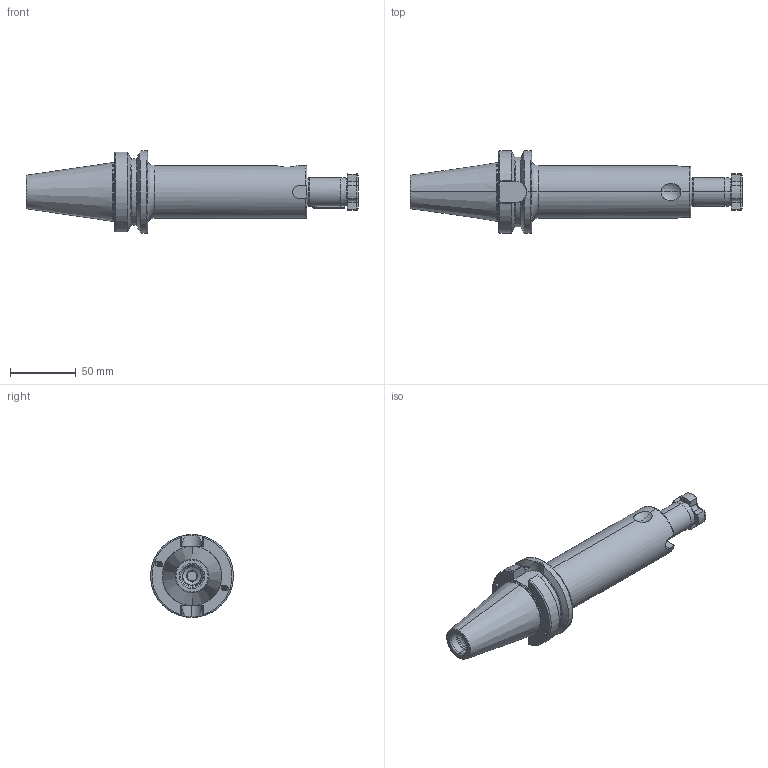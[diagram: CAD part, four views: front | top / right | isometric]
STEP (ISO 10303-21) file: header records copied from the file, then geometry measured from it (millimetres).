
FILE_DESCRIPTION (( 'STEP AP203' ), '1' );
FILE_NAME ('406.10.22.2.STEP', '2016-11-26T01:24:48', ( '' ), ( '' ), 'SwSTEP 2.0', 'SolidWorks 2012', '' );
FILE_SCHEMA (( 'CONFIG_CONTROL_DESIGN' ));
Length unit declared in the file: millimetre
Products named in the file (4): SC22用鍵_6x6x25L; 406.10.22.2; 十字螺絲FMB22
Assembly tree (3 placements, depth 2):
  406.10.22.2
    406.10.22.2
    十字螺絲FMB22
    SC22用鍵_6x6x25L
Bounding box: 252.4 x 63 x 63 mm (x, y, z)
Volume: 265790.7 mm3; surface area: 51049 mm2
Topology: 3 solids, 3 shells, 346 faces, 912 edges, 574 vertices
Faces by surface type: cylinder 177, plane 63, torus 44, cone 36, bspline 24, sphere 2
Entity records: 21854 total; most frequent: CARTESIAN_POINT 13853, ORIENTED_EDGE 1824, DIRECTION 1390, EDGE_CURVE 912, VERTEX_POINT 574, AXIS2_PLACEMENT_3D 536, EDGE_LOOP 356, FACE_OUTER_BOUND 346
